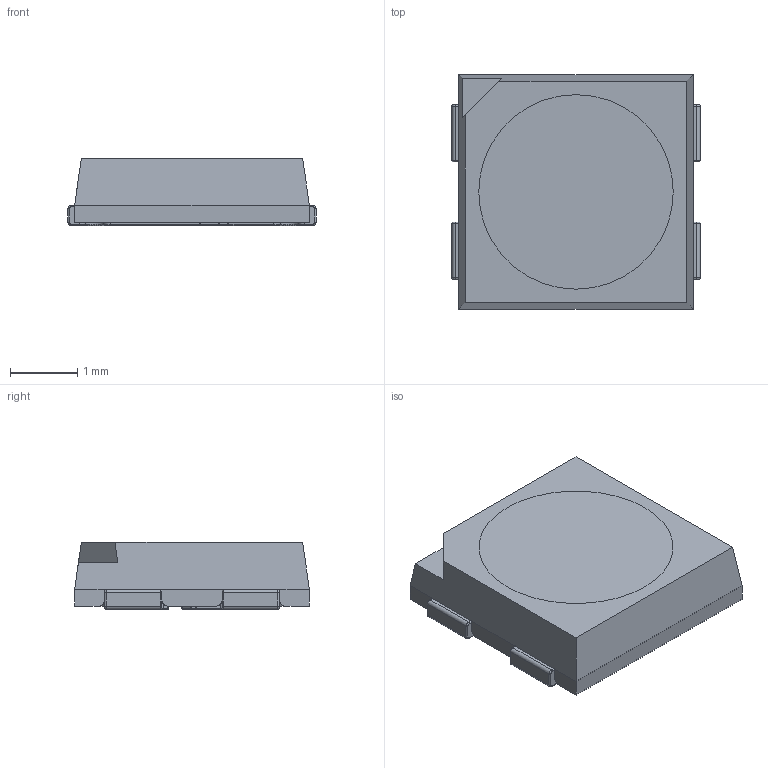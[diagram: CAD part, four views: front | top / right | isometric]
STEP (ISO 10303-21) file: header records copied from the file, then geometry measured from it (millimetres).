
FILE_DESCRIPTION(/* description */ (''),/* implementation_level */ '2;1');
FILE_NAME(/* name */ 'SMD3535 RGB.step',/* time_stamp */ '2022-03-20T00:30:58+01:00',/* author */ (''),/* organization */ (''),/* preprocessor_version */ 'ST-DEVELOPER v18.1',/* originating_system */ 'Autodesk Translation Framework v10.13.0.1454',/* authorisation */ '');
FILE_SCHEMA (('AUTOMOTIVE_DESIGN { 1 0 10303 214 3 1 1 }'));
Length unit declared in the file: millimetre
Products named in the file (1): SMD3535 RGB
Bounding box: 3.7 x 3.5 x 1 mm (x, y, z)
Volume: 11.5 mm3; surface area: 74.8 mm2
Topology: 6 solids, 6 shells, 413 faces, 919 edges, 511 vertices
Faces by surface type: cylinder 184, torus 89, plane 89, sphere 42, bspline 7, cone 2
Entity records: 11463 total; most frequent: DIRECTION 2232, CARTESIAN_POINT 2001, ORIENTED_EDGE 1838, EDGE_CURVE 919, AXIS2_PLACEMENT_3D 912, VERTEX_POINT 511, CIRCLE 497, EDGE_LOOP 414
